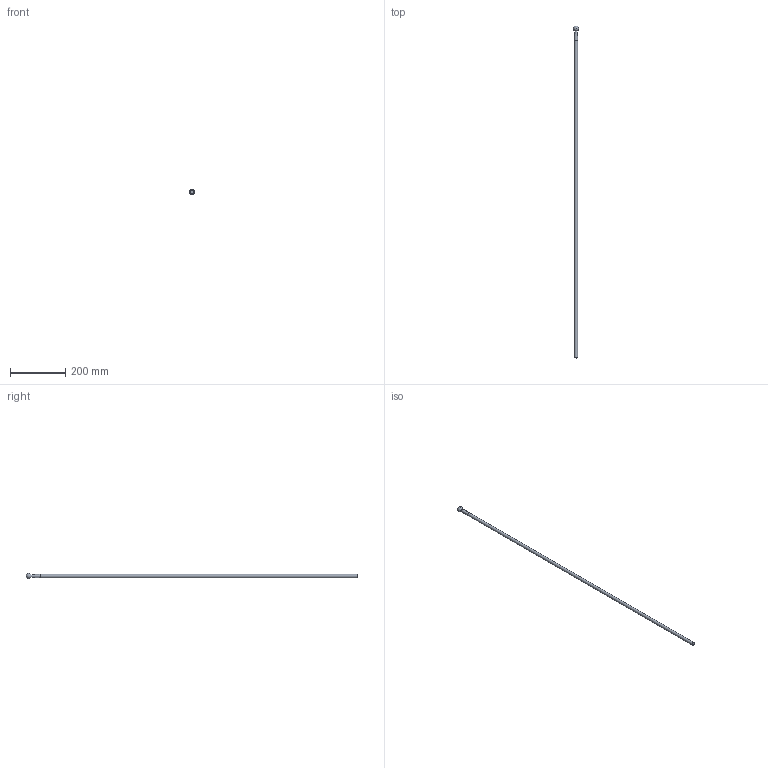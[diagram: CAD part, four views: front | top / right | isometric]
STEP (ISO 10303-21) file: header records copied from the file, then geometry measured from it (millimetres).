
FILE_DESCRIPTION (( 'STEP AP203' ), '1' );
FILE_NAME ('1821-120.STEP', '2022-04-14T12:14:27', ( '' ), ( '' ), 'SwSTEP 2.0', 'SolidWorks 2018', '' );
FILE_SCHEMA (( 'CONFIG_CONTROL_DESIGN' ));
Length unit declared in the file: millimetre
Products named in the file (1): 1821-120
Bounding box: 18.86 x 1199.93 x 19 mm (x, y, z)
Volume: 136621.5 mm3; surface area: 45620.1 mm2
Topology: 1 solids, 1 shells, 7 faces, 17 edges, 11 vertices
Faces by surface type: torus 3, plane 1, cylinder 1, cone 1, sphere 1
Full cylindrical faces by diameter (mm): 12 x1
Entity records: 211 total; most frequent: DIRECTION 28, CARTESIAN_POINT 20, AXIS2_PLACEMENT_3D 14, EDGE_LOOP 12, ORIENTED_EDGE 12, FACE_OUTER_BOUND 11, PERSON_AND_ORGANIZATION 8, ADVANCED_FACE 7
